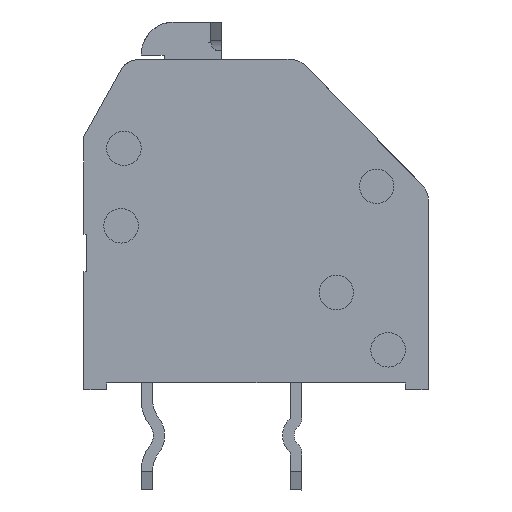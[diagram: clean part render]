
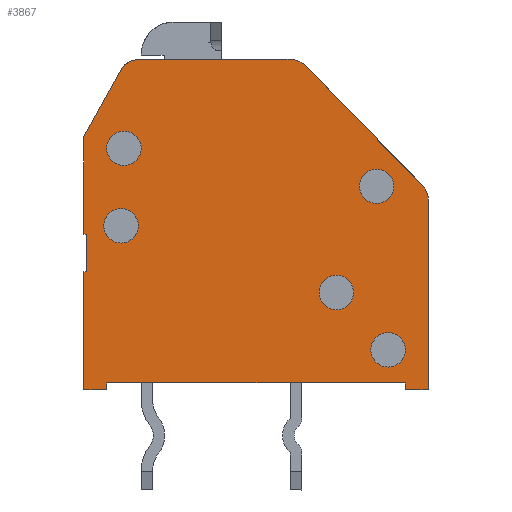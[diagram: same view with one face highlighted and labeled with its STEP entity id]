
A CAD part, left-side view. The second image highlights one B-rep face of the part: STEP entity #3867.
In plain terms, the highlighted face is planar.
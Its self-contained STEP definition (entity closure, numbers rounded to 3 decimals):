
#257=CIRCLE('',#4243,0.6);
#258=CIRCLE('',#4244,0.6);
#259=CIRCLE('',#4245,0.75);
#260=CIRCLE('',#4246,0.75);
#261=CIRCLE('',#4247,0.75);
#262=CIRCLE('',#4248,0.6);
#263=CIRCLE('',#4249,0.6);
#264=CIRCLE('',#4250,0.6);
#1203=ORIENTED_EDGE('',*,*,#1821,.T.);
#1204=ORIENTED_EDGE('',*,*,#1822,.T.);
#1205=ORIENTED_EDGE('',*,*,#1823,.T.);
#1206=ORIENTED_EDGE('',*,*,#1824,.T.);
#1207=ORIENTED_EDGE('',*,*,#1815,.T.);
#1208=ORIENTED_EDGE('',*,*,#1825,.T.);
#1209=ORIENTED_EDGE('',*,*,#1826,.T.);
#1210=ORIENTED_EDGE('',*,*,#1827,.T.);
#1211=ORIENTED_EDGE('',*,*,#1828,.T.);
#1212=ORIENTED_EDGE('',*,*,#1829,.T.);
#1213=ORIENTED_EDGE('',*,*,#1830,.T.);
#1214=ORIENTED_EDGE('',*,*,#1831,.T.);
#1215=ORIENTED_EDGE('',*,*,#1832,.T.);
#1216=ORIENTED_EDGE('',*,*,#1833,.T.);
#1217=ORIENTED_EDGE('',*,*,#1834,.T.);
#1218=ORIENTED_EDGE('',*,*,#1835,.T.);
#1219=ORIENTED_EDGE('',*,*,#1836,.T.);
#1220=ORIENTED_EDGE('',*,*,#1837,.T.);
#1221=ORIENTED_EDGE('',*,*,#1838,.T.);
#1222=ORIENTED_EDGE('',*,*,#1839,.T.);
#1223=ORIENTED_EDGE('',*,*,#1840,.T.);
#1224=ORIENTED_EDGE('',*,*,#1841,.T.);
#1815=EDGE_CURVE('',#2203,#2204,#2591,.T.);
#1821=EDGE_CURVE('',#2207,#2207,#257,.T.);
#1822=EDGE_CURVE('',#2208,#2208,#258,.T.);
#1823=EDGE_CURVE('',#2209,#2210,#2597,.T.);
#1824=EDGE_CURVE('',#2210,#2203,#259,.T.);
#1825=EDGE_CURVE('',#2204,#2211,#260,.T.);
#1826=EDGE_CURVE('',#2211,#2212,#2598,.T.);
#1827=EDGE_CURVE('',#2212,#2213,#2599,.T.);
#1828=EDGE_CURVE('',#2213,#2214,#2600,.T.);
#1829=EDGE_CURVE('',#2214,#2215,#2601,.T.);
#1830=EDGE_CURVE('',#2215,#2216,#2602,.T.);
#1831=EDGE_CURVE('',#2216,#2217,#2603,.T.);
#1832=EDGE_CURVE('',#2217,#2218,#2604,.T.);
#1833=EDGE_CURVE('',#2218,#2219,#2605,.T.);
#1834=EDGE_CURVE('',#2219,#2220,#2606,.T.);
#1835=EDGE_CURVE('',#2220,#2221,#2607,.T.);
#1836=EDGE_CURVE('',#2221,#2222,#2608,.T.);
#1837=EDGE_CURVE('',#2222,#2223,#2609,.T.);
#1838=EDGE_CURVE('',#2223,#2209,#261,.T.);
#1839=EDGE_CURVE('',#2224,#2224,#262,.T.);
#1840=EDGE_CURVE('',#2225,#2225,#263,.T.);
#1841=EDGE_CURVE('',#2226,#2226,#264,.T.);
#2203=VERTEX_POINT('',#6509);
#2204=VERTEX_POINT('',#6510);
#2207=VERTEX_POINT('',#6520);
#2208=VERTEX_POINT('',#6522);
#2209=VERTEX_POINT('',#6524);
#2210=VERTEX_POINT('',#6525);
#2211=VERTEX_POINT('',#6528);
#2212=VERTEX_POINT('',#6530);
#2213=VERTEX_POINT('',#6532);
#2214=VERTEX_POINT('',#6534);
#2215=VERTEX_POINT('',#6536);
#2216=VERTEX_POINT('',#6538);
#2217=VERTEX_POINT('',#6540);
#2218=VERTEX_POINT('',#6542);
#2219=VERTEX_POINT('',#6544);
#2220=VERTEX_POINT('',#6546);
#2221=VERTEX_POINT('',#6548);
#2222=VERTEX_POINT('',#6550);
#2223=VERTEX_POINT('',#6552);
#2224=VERTEX_POINT('',#6555);
#2225=VERTEX_POINT('',#6557);
#2226=VERTEX_POINT('',#6559);
#2591=LINE('',#6508,#2996);
#2597=LINE('',#6523,#3002);
#2598=LINE('',#6529,#3003);
#2599=LINE('',#6531,#3004);
#2600=LINE('',#6533,#3005);
#2601=LINE('',#6535,#3006);
#2602=LINE('',#6537,#3007);
#2603=LINE('',#6539,#3008);
#2604=LINE('',#6541,#3009);
#2605=LINE('',#6543,#3010);
#2606=LINE('',#6545,#3011);
#2607=LINE('',#6547,#3012);
#2608=LINE('',#6549,#3013);
#2609=LINE('',#6551,#3014);
#2996=VECTOR('',#5205,1000.);
#3002=VECTOR('',#5217,1000.);
#3003=VECTOR('',#5222,1000.);
#3004=VECTOR('',#5223,1000.);
#3005=VECTOR('',#5224,1000.);
#3006=VECTOR('',#5225,1000.);
#3007=VECTOR('',#5226,1000.);
#3008=VECTOR('',#5227,1000.);
#3009=VECTOR('',#5228,1000.);
#3010=VECTOR('',#5229,1000.);
#3011=VECTOR('',#5230,1000.);
#3012=VECTOR('',#5231,1000.);
#3013=VECTOR('',#5232,1000.);
#3014=VECTOR('',#5233,1000.);
#3250=EDGE_LOOP('',(#1203));
#3251=EDGE_LOOP('',(#1204));
#3252=EDGE_LOOP('',(#1205,#1206,#1207,#1208,#1209,#1210,#1211,#1212,#1213,
#1214,#1215,#1216,#1217,#1218,#1219,#1220,#1221));
#3253=EDGE_LOOP('',(#1222));
#3254=EDGE_LOOP('',(#1223));
#3255=EDGE_LOOP('',(#1224));
#3498=FACE_BOUND('',#3250,.T.);
#3499=FACE_BOUND('',#3251,.T.);
#3500=FACE_BOUND('',#3252,.T.);
#3501=FACE_BOUND('',#3253,.T.);
#3502=FACE_BOUND('',#3254,.T.);
#3503=FACE_BOUND('',#3255,.T.);
#3666=PLANE('',#4242);
#3867=ADVANCED_FACE('',(#3498,#3499,#3500,#3501,#3502,#3503),#3666,.T.);
#4242=AXIS2_PLACEMENT_3D('',#6518,#5211,#5212);
#4243=AXIS2_PLACEMENT_3D('',#6519,#5213,#5214);
#4244=AXIS2_PLACEMENT_3D('',#6521,#5215,#5216);
#4245=AXIS2_PLACEMENT_3D('',#6526,#5218,#5219);
#4246=AXIS2_PLACEMENT_3D('',#6527,#5220,#5221);
#4247=AXIS2_PLACEMENT_3D('',#6553,#5234,#5235);
#4248=AXIS2_PLACEMENT_3D('',#6554,#5236,#5237);
#4249=AXIS2_PLACEMENT_3D('',#6556,#5238,#5239);
#4250=AXIS2_PLACEMENT_3D('',#6558,#5240,#5241);
#5205=DIRECTION('',(0.,-1.,0.));
#5211=DIRECTION('',(1.,0.,0.));
#5212=DIRECTION('',(0.,0.,-1.));
#5213=DIRECTION('',(-1.,0.,0.));
#5214=DIRECTION('',(0.,1.,0.));
#5215=DIRECTION('',(-1.,0.,0.));
#5216=DIRECTION('',(0.,1.,0.));
#5217=DIRECTION('',(0.,-0.699,0.715));
#5218=DIRECTION('',(1.,0.,0.));
#5219=DIRECTION('',(0.,0.,-1.));
#5220=DIRECTION('',(1.,0.,0.));
#5221=DIRECTION('',(0.,0.,-1.));
#5222=DIRECTION('',(0.,-0.486,-0.874));
#5223=DIRECTION('',(0.,0.,-1.));
#5224=DIRECTION('',(0.,1.,0.));
#5225=DIRECTION('',(0.,0.,-1.));
#5226=DIRECTION('',(0.,-1.,0.));
#5227=DIRECTION('',(0.,0.,-1.));
#5228=DIRECTION('',(0.,1.,0.));
#5229=DIRECTION('',(0.,0.,1.));
#5230=DIRECTION('',(0.,1.,0.));
#5231=DIRECTION('',(0.,0.,-1.));
#5232=DIRECTION('',(0.,1.,0.));
#5233=DIRECTION('',(0.,0.,1.));
#5234=DIRECTION('',(1.,0.,0.));
#5235=DIRECTION('',(0.,0.,-1.));
#5236=DIRECTION('',(-1.,0.,0.));
#5237=DIRECTION('',(0.,1.,0.));
#5238=DIRECTION('',(-1.,0.,0.));
#5239=DIRECTION('',(0.,1.,0.));
#5240=DIRECTION('',(-1.,0.,0.));
#5241=DIRECTION('',(0.,1.,0.));
#6508=CARTESIAN_POINT('',(0.75,1.5,6.75));
#6509=CARTESIAN_POINT('',(0.75,1.185,6.75));
#6510=CARTESIAN_POINT('',(0.75,-4.059,6.75));
#6518=CARTESIAN_POINT('',(0.75,0.,0.));
#6519=CARTESIAN_POINT('',(0.75,4.2,2.33));
#6520=CARTESIAN_POINT('',(0.75,4.8,2.33));
#6521=CARTESIAN_POINT('',(0.75,-4.7,0.95));
#6522=CARTESIAN_POINT('',(0.75,-4.1,0.95));
#6523=CARTESIAN_POINT('',(0.75,6.,2.15));
#6524=CARTESIAN_POINT('',(0.75,5.786,2.369));
#6525=CARTESIAN_POINT('',(0.75,1.721,6.524));
#6526=CARTESIAN_POINT('',(0.75,1.185,6.));
#6527=CARTESIAN_POINT('',(0.75,-4.059,6.));
#6528=CARTESIAN_POINT('',(0.75,-4.714,6.364));
#6529=CARTESIAN_POINT('',(0.75,-4.5,6.75));
#6530=CARTESIAN_POINT('',(0.75,-6.,4.05));
#6531=CARTESIAN_POINT('',(0.75,-6.,4.05));
#6532=CARTESIAN_POINT('',(0.75,-6.,0.65));
#6533=CARTESIAN_POINT('',(0.75,-6.,0.65));
#6534=CARTESIAN_POINT('',(0.75,-5.9,0.65));
#6535=CARTESIAN_POINT('',(0.75,-5.9,0.65));
#6536=CARTESIAN_POINT('',(0.75,-5.9,-0.65));
#6537=CARTESIAN_POINT('',(0.75,-5.9,-0.65));
#6538=CARTESIAN_POINT('',(0.75,-6.,-0.65));
#6539=CARTESIAN_POINT('',(0.75,-6.,-0.65));
#6540=CARTESIAN_POINT('',(0.75,-6.,-4.75));
#6541=CARTESIAN_POINT('',(0.75,-6.,-4.75));
#6542=CARTESIAN_POINT('',(0.75,-5.2,-4.75));
#6543=CARTESIAN_POINT('',(0.75,-5.2,-4.75));
#6544=CARTESIAN_POINT('',(0.75,-5.2,-4.52));
#6545=CARTESIAN_POINT('',(0.75,-5.2,-4.52));
#6546=CARTESIAN_POINT('',(0.75,5.2,-4.52));
#6547=CARTESIAN_POINT('',(0.75,5.2,-4.52));
#6548=CARTESIAN_POINT('',(0.75,5.2,-4.75));
#6549=CARTESIAN_POINT('',(0.75,5.2,-4.75));
#6550=CARTESIAN_POINT('',(0.75,6.,-4.75));
#6551=CARTESIAN_POINT('',(0.75,6.,-4.75));
#6552=CARTESIAN_POINT('',(0.75,6.,1.844));
#6553=CARTESIAN_POINT('',(0.75,5.25,1.844));
#6554=CARTESIAN_POINT('',(0.75,-4.6,3.65));
#6555=CARTESIAN_POINT('',(0.75,-4.,3.65));
#6556=CARTESIAN_POINT('',(0.75,2.8,-1.37));
#6557=CARTESIAN_POINT('',(0.75,3.4,-1.37));
#6558=CARTESIAN_POINT('',(0.75,4.6,-3.37));
#6559=CARTESIAN_POINT('',(0.75,5.2,-3.37));
